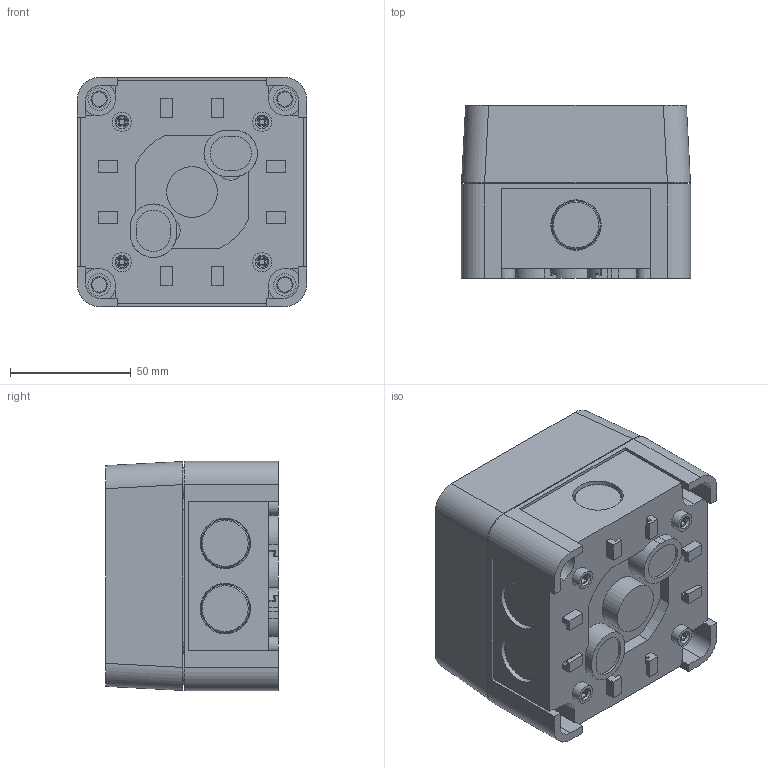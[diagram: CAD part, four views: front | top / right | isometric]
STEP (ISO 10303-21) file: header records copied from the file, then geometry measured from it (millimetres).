
FILE_DESCRIPTION (( 'STEP AP214' ), '1' );
FILE_NAME ('2005222.stp', '2022-09-23T09:05:31', ( '' ), ( '' ), 'SwSTEP 2.0', 'SolidWorks 2020', '' );
FILE_SCHEMA (( 'AUTOMOTIVE_DESIGN' ));
Length unit declared in the file: millimetre
Products named in the file (18): 097860_7Ausbrech”ffnungen; 0005777_Standard; 114532_Standard; 097781_Grau 7035; EV501_M20; 098120_Standard; 114505_Standard; EK135-02_Standard; 2005222; 0005782_technische Darstellung; 0062130_M20x1,5 (technische Darstellung); 0066413_Standard; 0066406_Standard; WNF-6501_Standard; 0005775_grafische Darstellung; ED170-04-02_Standard
Assembly tree (37 placements, depth 3):
  2005222
    097860_7Ausbrech”ffnungen
    114532_Standard
      097781_Grau 7035
      114505_Standard
    098120_Standard  x4
    ED170-04-02_Standard  x2
    0066413_Standard
      0066406_Standard
      EK135-02_Standard  x5
      WNF-6501_Standard  x5
    0005777_Standard
      0005782_technische Darstellung
      0005775_grafische Darstellung
      EV501_M20
    0005777_Standard
      0005782_technische Darstellung
      0005775_grafische Darstellung
      EV501_M20
    0005777_Standard
      0005782_technische Darstellung
      0005775_grafische Darstellung
      EV501_M20
    0062130_M20x1,5 (technische Darstellung)  x3
Bounding box: 95 x 71.5 x 95 mm (x, y, z)
Volume: 201423.2 mm3; surface area: 153330.7 mm2
Topology: 32 solids, 32 shells, 1734 faces, 4338 edges, 2785 vertices
Faces by surface type: plane 983, cylinder 392, cone 182, torus 177
Full cylindrical faces by diameter (mm): 3 x5, 4 x5, 4.5 x5, 6 x4, 6.5 x5, 6.8 x4, 8 x4, 8.4 x1, 8.6 x4, 8.8 x4, 9.1 x4, 9.249 x4, 11 x1, 12.5 x4, 13 x3, 13.2 x3, 13.5 x3, 15.4 x3, 16 x3, 17.4 x3, 18 x1, 18.5 x3, 18.56 x6, 19.46 x3, 20 x13, 20.58 x7, 21 x1, 22.218 x3, 23.5 x3
Entity records: 34823 total; most frequent: CARTESIAN_POINT 6655, DIRECTION 5756, ORIENTED_EDGE 5458, EDGE_CURVE 2729, AXIS2_PLACEMENT_3D 1987, VERTEX_POINT 1795, VECTOR 1782, LINE 1782
